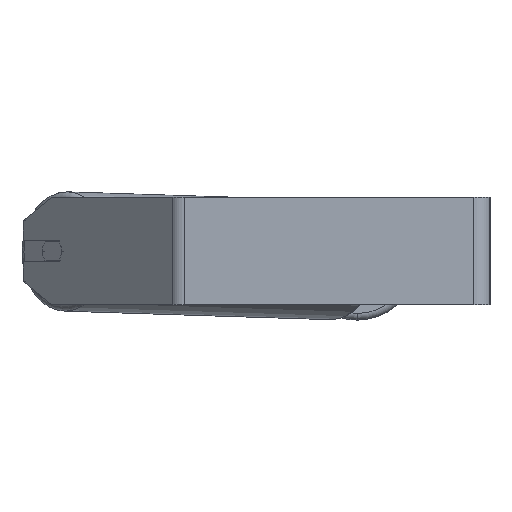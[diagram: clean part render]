
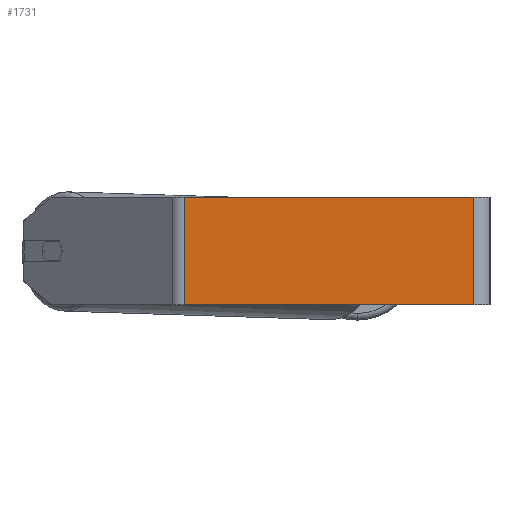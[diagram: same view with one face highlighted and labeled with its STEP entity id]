
A CAD part, left-side view. The second image highlights one B-rep face of the part: STEP entity #1731.
In plain terms, the highlighted planar face has unit normal (-1, 0, 0).
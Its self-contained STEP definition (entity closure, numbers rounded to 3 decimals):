
#1 = LINE ( 'NONE', #2699, #6081 ) ;
#256 = LINE ( 'NONE', #3247, #3523 ) ;
#386 = EDGE_CURVE ( 'NONE', #526, #2673, #7329, .T. ) ;
#526 = VERTEX_POINT ( 'NONE', #3569 ) ;
#763 = VERTEX_POINT ( 'NONE', #1874 ) ;
#794 = FACE_OUTER_BOUND ( 'NONE', #4600, .T. ) ;
#1121 = DIRECTION ( 'NONE',  ( 0., 0., -1. ) ) ;
#1252 = DIRECTION ( 'NONE',  ( 0., -1., 0. ) ) ;
#1650 = AXIS2_PLACEMENT_3D ( 'NONE', #5837, #3627, #7122 ) ;
#1731 = ADVANCED_FACE ( 'NONE', ( #794 ), #4423, .F. ) ;
#1815 = VECTOR ( 'NONE', #6368, 1000. ) ;
#1874 = CARTESIAN_POINT ( 'NONE',  ( -490., 12., 40. ) ) ;
#2673 = VERTEX_POINT ( 'NONE', #4933 ) ;
#2699 = CARTESIAN_POINT ( 'NONE',  ( -490., 12., 40. ) ) ;
#2957 = EDGE_CURVE ( 'NONE', #6302, #763, #7836, .T. ) ;
#3247 = CARTESIAN_POINT ( 'NONE',  ( -490., 227.921, 40. ) ) ;
#3512 = EDGE_CURVE ( 'NONE', #6302, #526, #256, .T. ) ;
#3523 = VECTOR ( 'NONE', #1121, 1000. ) ;
#3569 = CARTESIAN_POINT ( 'NONE',  ( -490., 227.921, -40. ) ) ;
#3627 = DIRECTION ( 'NONE',  ( 1., 0., 0. ) ) ;
#4052 = ORIENTED_EDGE ( 'NONE', *, *, #3512, .T. ) ;
#4423 = PLANE ( 'NONE',  #1650 ) ;
#4441 = EDGE_CURVE ( 'NONE', #763, #2673, #1, .T. ) ;
#4600 = EDGE_LOOP ( 'NONE', ( #7333, #6157, #7249, #4052 ) ) ;
#4831 = DIRECTION ( 'NONE',  ( 0., 0., -1. ) ) ;
#4933 = CARTESIAN_POINT ( 'NONE',  ( -490., 12., -40. ) ) ;
#5837 = CARTESIAN_POINT ( 'NONE',  ( -490., 232.891, 40. ) ) ;
#6081 = VECTOR ( 'NONE', #4831, 1000. ) ;
#6157 = ORIENTED_EDGE ( 'NONE', *, *, #4441, .F. ) ;
#6302 = VERTEX_POINT ( 'NONE', #8719 ) ;
#6368 = DIRECTION ( 'NONE',  ( 0., -1., 0. ) ) ;
#6708 = CARTESIAN_POINT ( 'NONE',  ( -490., 232.891, -40. ) ) ;
#7122 = DIRECTION ( 'NONE',  ( 0., 0., -1. ) ) ;
#7249 = ORIENTED_EDGE ( 'NONE', *, *, #2957, .F. ) ;
#7329 = LINE ( 'NONE', #6708, #7830 ) ;
#7333 = ORIENTED_EDGE ( 'NONE', *, *, #386, .T. ) ;
#7830 = VECTOR ( 'NONE', #1252, 1000. ) ;
#7836 = LINE ( 'NONE', #8532, #1815 ) ;
#8532 = CARTESIAN_POINT ( 'NONE',  ( -490., 232.891, 40. ) ) ;
#8719 = CARTESIAN_POINT ( 'NONE',  ( -490., 227.921, 40. ) ) ;
